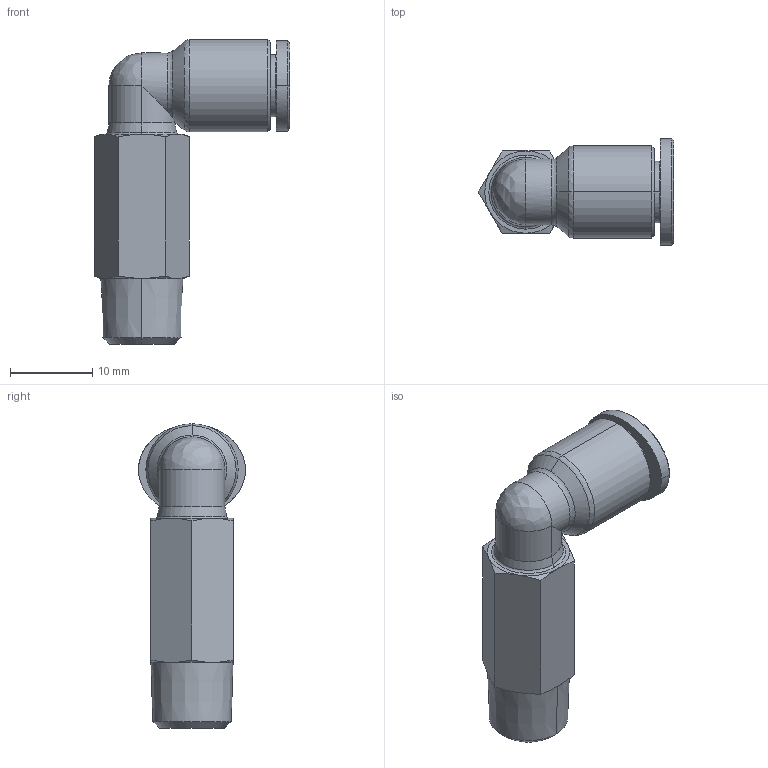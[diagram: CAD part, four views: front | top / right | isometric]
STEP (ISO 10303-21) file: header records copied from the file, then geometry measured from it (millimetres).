
FILE_DESCRIPTION (( 'STEP AP214' ), '1' );
FILE_NAME ('PLL06-01.stp', '2015-09-09T12:14:50', ( '' ), ( '' ), 'SwSTEP 2.0', 'SolidWorks 2015', '' );
FILE_SCHEMA (( 'AUTOMOTIVE_DESIGN' ));
Length unit declared in the file: millimetre
Products named in the file (2): ｦ+ﾃｦ1; PLL06-01
Assembly tree (1 placements, depth 2):
  PLL06-01
    ｦ+ﾃｦ1
Bounding box: 23.72 x 13 x 37 mm (x, y, z)
Volume: 2856.6 mm3; surface area: 2576.8 mm2
Topology: 1 solids, 1 shells, 264 faces, 710 edges, 461 vertices
Faces by surface type: plane 177, bspline 35, cone 29, cylinder 20, torus 3
Entity records: 9955 total; most frequent: CARTESIAN_POINT 3075, ORIENTED_EDGE 1414, DIRECTION 1146, EDGE_CURVE 707, LINE 522, VECTOR 522, VERTEX_POINT 461, AXIS2_PLACEMENT_3D 312
